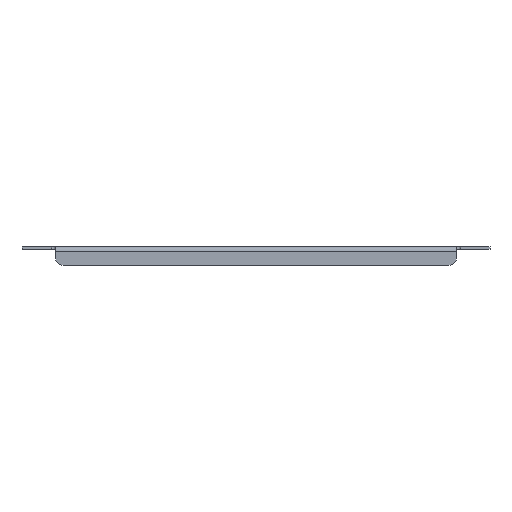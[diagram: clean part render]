
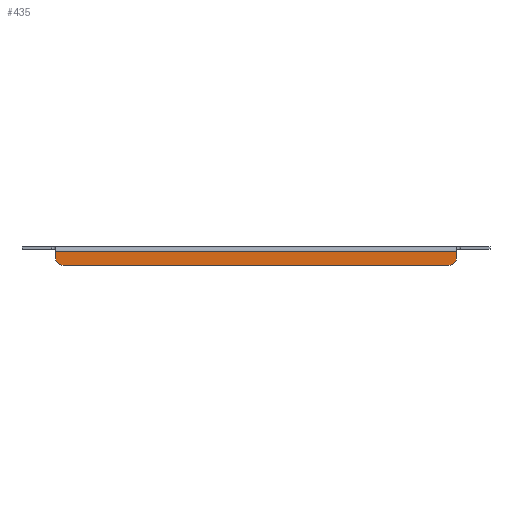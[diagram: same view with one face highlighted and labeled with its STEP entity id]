
A CAD part, front view. The second image highlights one B-rep face of the part: STEP entity #435.
In plain terms, the highlighted planar face has unit normal (0, -1, 0).
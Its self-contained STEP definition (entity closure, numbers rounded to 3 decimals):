
#6 = ORIENTED_EDGE ( 'NONE', *, *, #871, .T. ) ;
#64 = EDGE_CURVE ( 'NONE', #1668, #1384, #714, .T. ) ;
#90 = ORIENTED_EDGE ( 'NONE', *, *, #567, .F. ) ;
#99 = VERTEX_POINT ( 'NONE', #1745 ) ;
#107 = CARTESIAN_POINT ( 'NONE',  ( -127., -100., -7. ) ) ;
#165 = VERTEX_POINT ( 'NONE', #1305 ) ;
#177 = EDGE_CURVE ( 'NONE', #909, #165, #205, .T. ) ;
#191 = ORIENTED_EDGE ( 'NONE', *, *, #1975, .T. ) ;
#204 = VECTOR ( 'NONE', #544, 1000. ) ;
#205 = LINE ( 'NONE', #1924, #204 ) ;
#297 = CARTESIAN_POINT ( 'NONE',  ( 132., -100., -3. ) ) ;
#435 = ADVANCED_FACE ( 'NONE', ( #1970 ), #1341, .T. ) ;
#469 = CARTESIAN_POINT ( 'NONE',  ( 127., -100., -7. ) ) ;
#501 = ORIENTED_EDGE ( 'NONE', *, *, #177, .T. ) ;
#522 = AXIS2_PLACEMENT_3D ( 'NONE', #1040, #1667, #874 ) ;
#544 = DIRECTION ( 'NONE',  ( 1., 0., 0. ) ) ;
#565 = CARTESIAN_POINT ( 'NONE',  ( -127., -100., -12. ) ) ;
#567 = EDGE_CURVE ( 'NONE', #1136, #99, #811, .T. ) ;
#585 = VECTOR ( 'NONE', #1648, 1000. ) ;
#586 = DIRECTION ( 'NONE',  ( 0., -1., 0. ) ) ;
#587 = CIRCLE ( 'NONE', #1535, 5. ) ;
#714 = LINE ( 'NONE', #1333, #585 ) ;
#811 = LINE ( 'NONE', #1712, #1819 ) ;
#871 = EDGE_CURVE ( 'NONE', #1668, #909, #1937, .T. ) ;
#874 = DIRECTION ( 'NONE',  ( 1., 0., 0. ) ) ;
#909 = VERTEX_POINT ( 'NONE', #565 ) ;
#932 = DIRECTION ( 'NONE',  ( 0., 0., -1. ) ) ;
#938 = DIRECTION ( 'NONE',  ( 1., 0., 0. ) ) ;
#975 = ORIENTED_EDGE ( 'NONE', *, *, #987, .T. ) ;
#987 = EDGE_CURVE ( 'NONE', #1136, #1384, #1955, .T. ) ;
#1040 = CARTESIAN_POINT ( 'NONE',  ( 0., -100., 97.193 ) ) ;
#1136 = VERTEX_POINT ( 'NONE', #297 ) ;
#1267 = DIRECTION ( 'NONE',  ( 0., -1., 0. ) ) ;
#1305 = CARTESIAN_POINT ( 'NONE',  ( 127., -100., -12. ) ) ;
#1331 = CARTESIAN_POINT ( 'NONE',  ( -132., -100., -3. ) ) ;
#1333 = CARTESIAN_POINT ( 'NONE',  ( -132., -100., -12. ) ) ;
#1337 = AXIS2_PLACEMENT_3D ( 'NONE', #107, #586, #1948 ) ;
#1341 = PLANE ( 'NONE',  #522 ) ;
#1384 = VERTEX_POINT ( 'NONE', #1331 ) ;
#1439 = EDGE_LOOP ( 'NONE', ( #90, #975, #1892, #6, #501, #191 ) ) ;
#1535 = AXIS2_PLACEMENT_3D ( 'NONE', #469, #1267, #938 ) ;
#1597 = VECTOR ( 'NONE', #1642, 1000. ) ;
#1642 = DIRECTION ( 'NONE',  ( -1., 0., 0. ) ) ;
#1648 = DIRECTION ( 'NONE',  ( 0., 0., 1. ) ) ;
#1667 = DIRECTION ( 'NONE',  ( 0., -1., 0. ) ) ;
#1668 = VERTEX_POINT ( 'NONE', #1909 ) ;
#1712 = CARTESIAN_POINT ( 'NONE',  ( 132., -100., -12. ) ) ;
#1745 = CARTESIAN_POINT ( 'NONE',  ( 132., -100., -7. ) ) ;
#1789 = CARTESIAN_POINT ( 'NONE',  ( 0., -100., -3. ) ) ;
#1819 = VECTOR ( 'NONE', #932, 1000. ) ;
#1892 = ORIENTED_EDGE ( 'NONE', *, *, #64, .F. ) ;
#1909 = CARTESIAN_POINT ( 'NONE',  ( -132., -100., -7. ) ) ;
#1924 = CARTESIAN_POINT ( 'NONE',  ( 154., -100., -12. ) ) ;
#1937 = CIRCLE ( 'NONE', #1337, 5. ) ;
#1948 = DIRECTION ( 'NONE',  ( 1., 0., 0. ) ) ;
#1955 = LINE ( 'NONE', #1789, #1597 ) ;
#1970 = FACE_OUTER_BOUND ( 'NONE', #1439, .T. ) ;
#1975 = EDGE_CURVE ( 'NONE', #165, #99, #587, .T. ) ;
